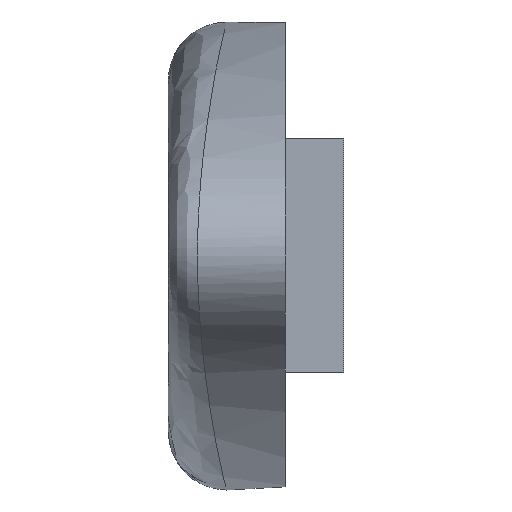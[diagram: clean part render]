
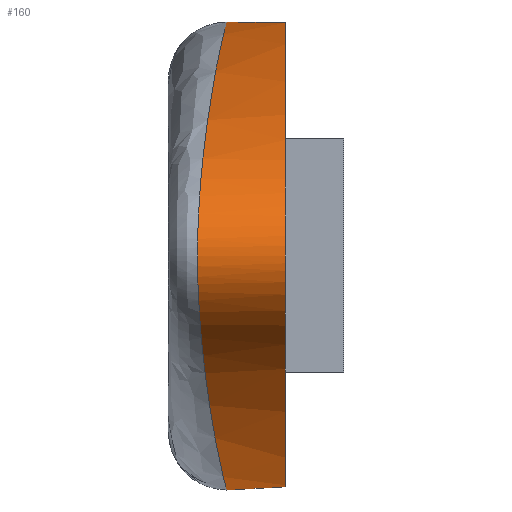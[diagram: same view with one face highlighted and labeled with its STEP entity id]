
A CAD part, left-side view. The second image highlights one B-rep face of the part: STEP entity #160.
In plain terms, the highlighted free-form (B-spline) face has degree [3, 1] with [7, 2] control points.
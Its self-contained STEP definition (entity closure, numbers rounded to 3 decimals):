
#20=ELLIPSE('',#183,15.,4.);
#21=B_SPLINE_CURVE_WITH_KNOTS('',3,(#256,#257,#258,#259,#260,#261,#262,
#263,#264,#265,#266,#267,#268,#269,#270,#271,#272,#273,#274,#275,#276,#277,
#278,#279,#280,#281,#282,#283,#284,#285,#286,#287,#288,#289,#290,#291,#292,
#293,#294,#295,#296,#297,#298,#299,#300,#301,#302,#303,#304,#305,#306,#307),
 .UNSPECIFIED.,.F.,.F.,(4,1,1,1,1,1,1,1,1,1,1,1,1,1,1,1,1,1,1,1,1,1,1,1,
1,1,1,1,1,1,1,1,1,1,1,1,1,1,1,1,1,1,1,1,1,1,1,1,1,4),(0.,0.063,0.094,
0.109,0.117,0.125,0.133,0.141,0.156,0.172,0.188,0.203,
0.219,0.234,0.242,0.25,0.258,0.266,0.281,0.313,0.344,
0.359,0.375,0.391,0.406,0.438,0.5,0.531,0.563,0.594,0.609,
0.625,0.641,0.656,0.688,0.719,0.734,0.742,0.75,0.758,
0.766,0.781,0.813,0.844,0.859,0.875,0.891,0.906,0.938,
1.),.UNSPECIFIED.);
#22=B_SPLINE_CURVE_WITH_KNOTS('',3,(#310,#311,#312,#313,#314,#315,#316,
#317,#318,#319,#320,#321,#322,#323,#324,#325,#326,#327,#328,#329,#330,#331,
#332,#333,#334,#335,#336,#337,#338,#339,#340,#341,#342,#343,#344,#345,#346,
#347,#348,#349,#350,#351,#352,#353,#354,#355,#356,#357,#358,#359,#360,#361),
 .UNSPECIFIED.,.F.,.F.,(4,1,1,1,1,1,1,1,1,1,1,1,1,1,1,1,1,1,1,1,1,1,1,1,
1,1,1,1,1,1,1,1,1,1,1,1,1,1,1,1,1,1,1,1,1,1,1,1,1,4),(0.,0.063,0.094,
0.109,0.117,0.125,0.133,0.141,0.156,0.172,0.188,0.203,
0.219,0.234,0.242,0.25,0.258,0.266,0.281,0.313,0.344,
0.359,0.375,0.391,0.406,0.438,0.5,0.531,0.563,0.594,0.609,
0.625,0.641,0.656,0.688,0.719,0.734,0.742,0.75,0.758,
0.766,0.781,0.813,0.844,0.859,0.875,0.891,0.906,0.938,
1.),.UNSPECIFIED.);
#27=(
BOUNDED_SURFACE()
B_SPLINE_SURFACE(3,1,((#242,#243),(#244,#245),(#246,#247),(#248,#249),(#250,
#251),(#252,#253),(#254,#255)),.SURF_OF_LINEAR_EXTRUSION.,.T.,.F.,.F.)
B_SPLINE_SURFACE_WITH_KNOTS((4,3,4),(2,2),(0.,0.5,1.),(0.,1.),
 .PIECEWISE_BEZIER_KNOTS.)
GEOMETRIC_REPRESENTATION_ITEM()
RATIONAL_B_SPLINE_SURFACE(((1.,1.),(0.333,0.333),
(0.333,0.333),(1.,1.),(0.333,0.333),
(0.333,0.333),(1.,1.)))
REPRESENTATION_ITEM('')
SURFACE()
);
#50=ORIENTED_EDGE('',*,*,#80,.T.);
#51=ORIENTED_EDGE('',*,*,#81,.T.);
#52=ORIENTED_EDGE('',*,*,#82,.T.);
#80=EDGE_CURVE('',#95,#96,#21,.T.);
#81=EDGE_CURVE('',#96,#95,#22,.T.);
#82=EDGE_CURVE('',#97,#97,#20,.T.);
#95=VERTEX_POINT('',#308);
#96=VERTEX_POINT('',#309);
#97=VERTEX_POINT('',#363);
#129=EDGE_LOOP('',(#50,#51));
#130=EDGE_LOOP('',(#52));
#141=FACE_BOUND('',#129,.T.);
#142=FACE_BOUND('',#130,.T.);
#160=ADVANCED_FACE('',(#141,#142),#27,.F.);
#183=AXIS2_PLACEMENT_3D('',#362,#210,#211);
#210=DIRECTION('',(0.,1.,0.));
#211=DIRECTION('',(-1.,0.,0.));
#242=CARTESIAN_POINT('',(-15.,1.509,0.));
#243=CARTESIAN_POINT('',(-15.,0.,0.));
#244=CARTESIAN_POINT('',(-15.,1.509,8.));
#245=CARTESIAN_POINT('',(-15.,0.,8.));
#246=CARTESIAN_POINT('',(15.,1.509,8.));
#247=CARTESIAN_POINT('',(15.,0.,8.));
#248=CARTESIAN_POINT('',(15.,1.509,0.));
#249=CARTESIAN_POINT('',(15.,0.,0.));
#250=CARTESIAN_POINT('',(15.,1.509,-8.));
#251=CARTESIAN_POINT('',(15.,0.,-8.));
#252=CARTESIAN_POINT('',(-15.,1.509,-8.));
#253=CARTESIAN_POINT('',(-15.,0.,-8.));
#254=CARTESIAN_POINT('',(-15.,1.509,0.));
#255=CARTESIAN_POINT('',(-15.,0.,0.));
#256=CARTESIAN_POINT('',(0.,1.,4.));
#257=CARTESIAN_POINT('',(-0.855,1.,4.));
#258=CARTESIAN_POINT('',(-2.247,1.01,3.97));
#259=CARTESIAN_POINT('',(-3.976,1.038,3.861));
#260=CARTESIAN_POINT('',(-4.862,1.057,3.785));
#261=CARTESIAN_POINT('',(-5.355,1.068,3.737));
#262=CARTESIAN_POINT('',(-5.767,1.079,3.693));
#263=CARTESIAN_POINT('',(-6.018,1.085,3.664));
#264=CARTESIAN_POINT('',(-6.43,1.097,3.615));
#265=CARTESIAN_POINT('',(-6.956,1.112,3.546));
#266=CARTESIAN_POINT('',(-7.622,1.133,3.448));
#267=CARTESIAN_POINT('',(-8.355,1.159,3.324));
#268=CARTESIAN_POINT('',(-8.955,1.181,3.211));
#269=CARTESIAN_POINT('',(-9.548,1.204,3.087));
#270=CARTESIAN_POINT('',(-10.003,1.223,2.982));
#271=CARTESIAN_POINT('',(-10.359,1.239,2.893));
#272=CARTESIAN_POINT('',(-10.592,1.249,2.833));
#273=CARTESIAN_POINT('',(-10.912,1.264,2.745));
#274=CARTESIAN_POINT('',(-11.284,1.282,2.637));
#275=CARTESIAN_POINT('',(-11.902,1.312,2.442));
#276=CARTESIAN_POINT('',(-12.642,1.351,2.164));
#277=CARTESIAN_POINT('',(-13.222,1.383,1.896));
#278=CARTESIAN_POINT('',(-13.617,1.407,1.68));
#279=CARTESIAN_POINT('',(-13.843,1.421,1.545));
#280=CARTESIAN_POINT('',(-14.161,1.441,1.326));
#281=CARTESIAN_POINT('',(-14.474,1.462,1.065));
#282=CARTESIAN_POINT('',(-14.889,1.49,0.6));
#283=CARTESIAN_POINT('',(-15.038,1.503,0.117));
#284=CARTESIAN_POINT('',(-14.962,1.497,-0.354));
#285=CARTESIAN_POINT('',(-14.771,1.482,-0.734));
#286=CARTESIAN_POINT('',(-14.473,1.461,-1.065));
#287=CARTESIAN_POINT('',(-14.163,1.441,-1.325));
#288=CARTESIAN_POINT('',(-13.838,1.421,-1.548));
#289=CARTESIAN_POINT('',(-13.636,1.408,-1.669));
#290=CARTESIAN_POINT('',(-13.261,1.385,-1.876));
#291=CARTESIAN_POINT('',(-12.702,1.353,-2.139));
#292=CARTESIAN_POINT('',(-11.961,1.314,-2.422));
#293=CARTESIAN_POINT('',(-11.321,1.283,-2.626));
#294=CARTESIAN_POINT('',(-10.932,1.265,-2.74));
#295=CARTESIAN_POINT('',(-10.588,1.249,-2.834));
#296=CARTESIAN_POINT('',(-10.355,1.239,-2.894));
#297=CARTESIAN_POINT('',(-9.992,1.223,-2.985));
#298=CARTESIAN_POINT('',(-9.352,1.197,-3.132));
#299=CARTESIAN_POINT('',(-8.339,1.157,-3.333));
#300=CARTESIAN_POINT('',(-7.296,1.122,-3.499));
#301=CARTESIAN_POINT('',(-6.408,1.096,-3.618));
#302=CARTESIAN_POINT('',(-5.764,1.078,-3.695));
#303=CARTESIAN_POINT('',(-4.978,1.059,-3.776));
#304=CARTESIAN_POINT('',(-3.982,1.038,-3.861));
#305=CARTESIAN_POINT('',(-2.243,1.01,-3.971));
#306=CARTESIAN_POINT('',(-0.855,1.,-4.));
#307=CARTESIAN_POINT('',(0.,1.,-4.));
#308=CARTESIAN_POINT('',(0.,1.,4.));
#309=CARTESIAN_POINT('',(0.,1.,-4.));
#310=CARTESIAN_POINT('',(0.,1.,-4.));
#311=CARTESIAN_POINT('',(0.855,1.,-4.));
#312=CARTESIAN_POINT('',(2.247,1.01,-3.97));
#313=CARTESIAN_POINT('',(3.976,1.038,-3.861));
#314=CARTESIAN_POINT('',(4.862,1.057,-3.785));
#315=CARTESIAN_POINT('',(5.355,1.068,-3.737));
#316=CARTESIAN_POINT('',(5.767,1.079,-3.693));
#317=CARTESIAN_POINT('',(6.018,1.085,-3.664));
#318=CARTESIAN_POINT('',(6.43,1.097,-3.615));
#319=CARTESIAN_POINT('',(6.956,1.112,-3.546));
#320=CARTESIAN_POINT('',(7.622,1.133,-3.448));
#321=CARTESIAN_POINT('',(8.355,1.159,-3.324));
#322=CARTESIAN_POINT('',(8.955,1.181,-3.211));
#323=CARTESIAN_POINT('',(9.548,1.204,-3.087));
#324=CARTESIAN_POINT('',(10.003,1.223,-2.982));
#325=CARTESIAN_POINT('',(10.359,1.239,-2.893));
#326=CARTESIAN_POINT('',(10.592,1.249,-2.833));
#327=CARTESIAN_POINT('',(10.912,1.264,-2.745));
#328=CARTESIAN_POINT('',(11.284,1.282,-2.637));
#329=CARTESIAN_POINT('',(11.902,1.312,-2.442));
#330=CARTESIAN_POINT('',(12.642,1.351,-2.164));
#331=CARTESIAN_POINT('',(13.222,1.383,-1.896));
#332=CARTESIAN_POINT('',(13.617,1.407,-1.68));
#333=CARTESIAN_POINT('',(13.843,1.421,-1.545));
#334=CARTESIAN_POINT('',(14.161,1.441,-1.326));
#335=CARTESIAN_POINT('',(14.474,1.462,-1.065));
#336=CARTESIAN_POINT('',(14.889,1.49,-0.6));
#337=CARTESIAN_POINT('',(15.038,1.503,-0.117));
#338=CARTESIAN_POINT('',(14.962,1.497,0.354));
#339=CARTESIAN_POINT('',(14.771,1.482,0.734));
#340=CARTESIAN_POINT('',(14.473,1.461,1.065));
#341=CARTESIAN_POINT('',(14.163,1.441,1.325));
#342=CARTESIAN_POINT('',(13.838,1.421,1.548));
#343=CARTESIAN_POINT('',(13.636,1.408,1.669));
#344=CARTESIAN_POINT('',(13.261,1.385,1.876));
#345=CARTESIAN_POINT('',(12.702,1.353,2.139));
#346=CARTESIAN_POINT('',(11.961,1.314,2.422));
#347=CARTESIAN_POINT('',(11.321,1.283,2.626));
#348=CARTESIAN_POINT('',(10.932,1.265,2.74));
#349=CARTESIAN_POINT('',(10.588,1.249,2.834));
#350=CARTESIAN_POINT('',(10.355,1.239,2.894));
#351=CARTESIAN_POINT('',(9.992,1.223,2.985));
#352=CARTESIAN_POINT('',(9.352,1.197,3.132));
#353=CARTESIAN_POINT('',(8.339,1.157,3.333));
#354=CARTESIAN_POINT('',(7.296,1.122,3.499));
#355=CARTESIAN_POINT('',(6.408,1.096,3.618));
#356=CARTESIAN_POINT('',(5.764,1.078,3.695));
#357=CARTESIAN_POINT('',(4.978,1.059,3.776));
#358=CARTESIAN_POINT('',(3.982,1.038,3.861));
#359=CARTESIAN_POINT('',(2.243,1.01,3.971));
#360=CARTESIAN_POINT('',(0.855,1.,4.));
#361=CARTESIAN_POINT('',(0.,1.,4.));
#362=CARTESIAN_POINT('',(0.,0.,0.));
#363=CARTESIAN_POINT('',(-15.,0.,0.));
